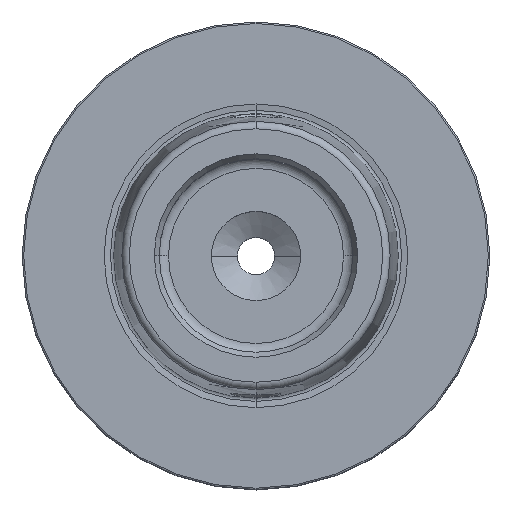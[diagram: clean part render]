
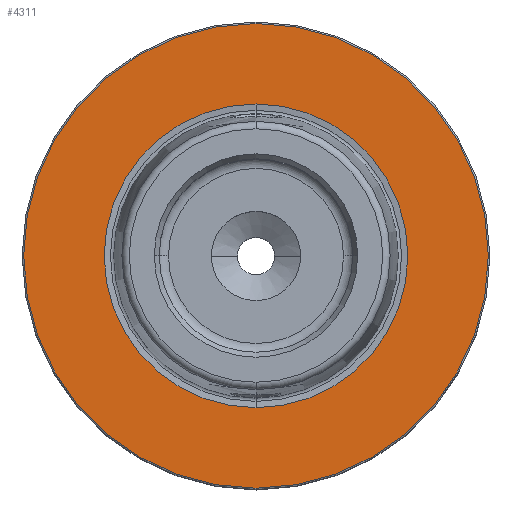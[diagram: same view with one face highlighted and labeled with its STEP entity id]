
A CAD part, top view. The second image highlights one B-rep face of the part: STEP entity #4311.
In plain terms, the highlighted planar face has unit normal (0, 0, 1).
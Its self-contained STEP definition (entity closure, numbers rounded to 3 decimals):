
#111 = CARTESIAN_POINT ( 'NONE',  ( 0., -20.434, 0. ) ) ;
#219 = DIRECTION ( 'NONE',  ( 0., 0., 1. ) ) ;
#408 = AXIS2_PLACEMENT_3D ( 'NONE', #3947, #219, #601 ) ;
#586 = CIRCLE ( 'NONE', #1162, 31.27 ) ;
#601 = DIRECTION ( 'NONE',  ( 0., -1., 0. ) ) ;
#856 = DIRECTION ( 'NONE',  ( 0., -1., 0. ) ) ;
#877 = EDGE_CURVE ( 'NONE', #3384, #3883, #3529, .T. ) ;
#892 = CARTESIAN_POINT ( 'NONE',  ( 0., 0., 0. ) ) ;
#988 = CARTESIAN_POINT ( 'NONE',  ( 0., -31.27, 0. ) ) ;
#1162 = AXIS2_PLACEMENT_3D ( 'NONE', #4170, #2526, #856 ) ;
#1212 = ORIENTED_EDGE ( 'NONE', *, *, #2402, .T. ) ;
#1285 = CARTESIAN_POINT ( 'NONE',  ( 0., 31.27, 0. ) ) ;
#1456 = FACE_OUTER_BOUND ( 'NONE', #2644, .T. ) ;
#1842 = DIRECTION ( 'NONE',  ( 0., -1., 0. ) ) ;
#2022 = EDGE_LOOP ( 'NONE', ( #1212, #3442 ) ) ;
#2120 = EDGE_CURVE ( 'NONE', #2602, #2390, #3969, .T. ) ;
#2230 = DIRECTION ( 'NONE',  ( 0., 0., -1. ) ) ;
#2390 = VERTEX_POINT ( 'NONE', #111 ) ;
#2402 = EDGE_CURVE ( 'NONE', #2390, #2602, #3551, .T. ) ;
#2449 = EDGE_CURVE ( 'NONE', #3883, #3384, #586, .T. ) ;
#2526 = DIRECTION ( 'NONE',  ( 0., 0., 1. ) ) ;
#2602 = VERTEX_POINT ( 'NONE', #3695 ) ;
#2644 = EDGE_LOOP ( 'NONE', ( #3677, #2883 ) ) ;
#2741 = AXIS2_PLACEMENT_3D ( 'NONE', #3502, #3769, #1842 ) ;
#2757 = FACE_BOUND ( 'NONE', #2022, .T. ) ;
#2883 = ORIENTED_EDGE ( 'NONE', *, *, #877, .T. ) ;
#2898 = CARTESIAN_POINT ( 'NONE',  ( 0., 0., 0. ) ) ;
#2982 = AXIS2_PLACEMENT_3D ( 'NONE', #2898, #4215, #3531 ) ;
#3084 = PLANE ( 'NONE',  #2741 ) ;
#3384 = VERTEX_POINT ( 'NONE', #1285 ) ;
#3442 = ORIENTED_EDGE ( 'NONE', *, *, #2120, .T. ) ;
#3502 = CARTESIAN_POINT ( 'NONE',  ( 0., 31.47, 0. ) ) ;
#3529 = CIRCLE ( 'NONE', #408, 31.27 ) ;
#3531 = DIRECTION ( 'NONE',  ( 0., 1., 0. ) ) ;
#3551 = CIRCLE ( 'NONE', #2982, 20.434 ) ;
#3597 = DIRECTION ( 'NONE',  ( 0., 1., 0. ) ) ;
#3677 = ORIENTED_EDGE ( 'NONE', *, *, #2449, .T. ) ;
#3695 = CARTESIAN_POINT ( 'NONE',  ( 0., 20.434, 0. ) ) ;
#3769 = DIRECTION ( 'NONE',  ( 0., 0., 1. ) ) ;
#3883 = VERTEX_POINT ( 'NONE', #988 ) ;
#3903 = AXIS2_PLACEMENT_3D ( 'NONE', #892, #2230, #3597 ) ;
#3947 = CARTESIAN_POINT ( 'NONE',  ( 0., 0., 0. ) ) ;
#3969 = CIRCLE ( 'NONE', #3903, 20.434 ) ;
#4170 = CARTESIAN_POINT ( 'NONE',  ( 0., 0., 0. ) ) ;
#4215 = DIRECTION ( 'NONE',  ( 0., 0., -1. ) ) ;
#4311 = ADVANCED_FACE ( 'NONE', ( #1456, #2757 ), #3084, .T. ) ;
